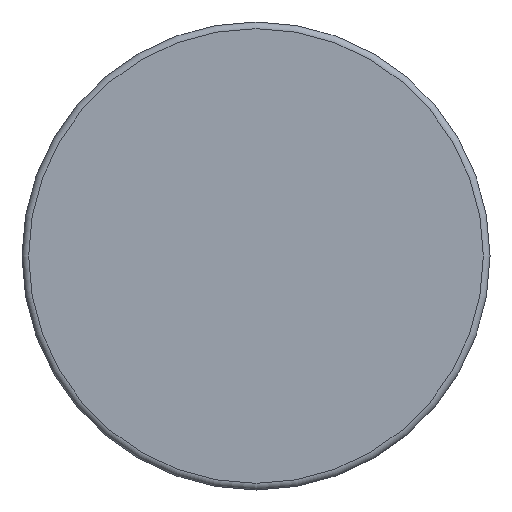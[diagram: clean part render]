
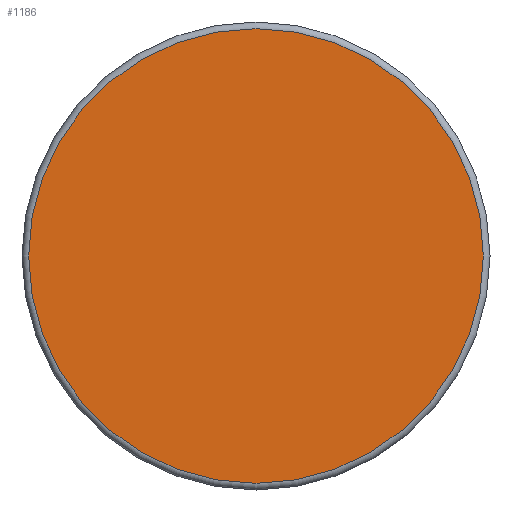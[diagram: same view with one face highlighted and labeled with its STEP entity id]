
A CAD part, front view. The second image highlights one B-rep face of the part: STEP entity #1186.
In plain terms, the highlighted planar face has unit normal (0, -1, 0).
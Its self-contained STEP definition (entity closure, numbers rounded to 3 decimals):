
#50 = AXIS2_PLACEMENT_3D ( 'NONE', #722, #988, #247 ) ;
#228 = FACE_OUTER_BOUND ( 'NONE', #926, .T. ) ;
#247 = DIRECTION ( 'NONE',  ( 0., 0., 1. ) ) ;
#441 = VERTEX_POINT ( 'NONE', #705 ) ;
#667 = CIRCLE ( 'NONE', #1283, 34.2 ) ;
#705 = CARTESIAN_POINT ( 'NONE',  ( 0., -20.5, 34.2 ) ) ;
#722 = CARTESIAN_POINT ( 'NONE',  ( 0., -20.5, 0. ) ) ;
#752 = DIRECTION ( 'NONE',  ( 0., 0., 1. ) ) ;
#791 = EDGE_CURVE ( 'NONE', #441, #441, #667, .T. ) ;
#854 = ORIENTED_EDGE ( 'NONE', *, *, #791, .T. ) ;
#896 = CARTESIAN_POINT ( 'NONE',  ( 0., -20.5, 0. ) ) ;
#926 = EDGE_LOOP ( 'NONE', ( #854 ) ) ;
#988 = DIRECTION ( 'NONE',  ( 0., 1., 0. ) ) ;
#1186 = ADVANCED_FACE ( 'NONE', ( #228 ), #1213, .F. ) ;
#1213 = PLANE ( 'NONE',  #50 ) ;
#1283 = AXIS2_PLACEMENT_3D ( 'NONE', #896, #1391, #752 ) ;
#1391 = DIRECTION ( 'NONE',  ( 0., -1., 0. ) ) ;
